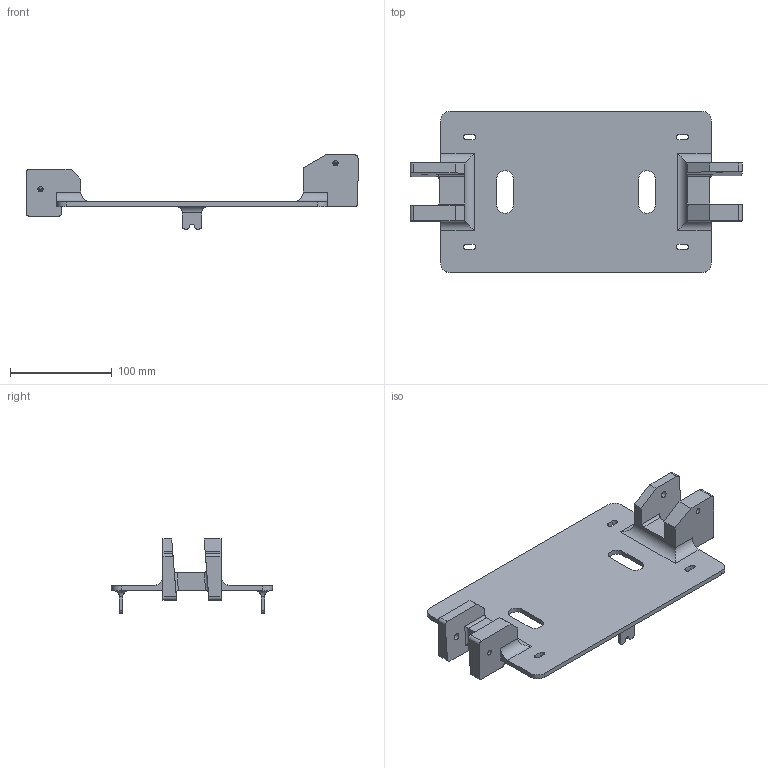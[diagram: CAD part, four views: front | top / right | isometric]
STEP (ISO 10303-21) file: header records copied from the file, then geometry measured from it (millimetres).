
FILE_DESCRIPTION (( 'STEP AP214' ), '1' );
FILE_NAME ('D1102176-v1_Type-01_AZIMUTH SUPPORT PLATE, CO2P SM2, H1-L1.STEP', '2012-06-04T17:37:04', ( '' ), ( '' ), 'SwSTEP 2.0', 'SolidWorks 2012', '' );
FILE_SCHEMA (( 'AUTOMOTIVE_DESIGN' ));
Length unit declared in the file: inch
Products named in the file (1): D1102176-v1_Type-01_AZIMUTH SUPPORT PLATE, CO2P SM2, H1-L1
Bounding box: 327.02 x 158.75 x 73.03 mm (x, y, z)
Volume: 335760.4 mm3; surface area: 114539.5 mm2
Topology: 1 solids, 1 shells, 141 faces, 393 edges, 258 vertices
Faces by surface type: cylinder 77, plane 64
Entity records: 4592 total; most frequent: CARTESIAN_POINT 916, ORIENTED_EDGE 786, DIRECTION 737, EDGE_CURVE 393, VERTEX_POINT 258, LINE 251, VECTOR 251, AXIS2_PLACEMENT_3D 243
